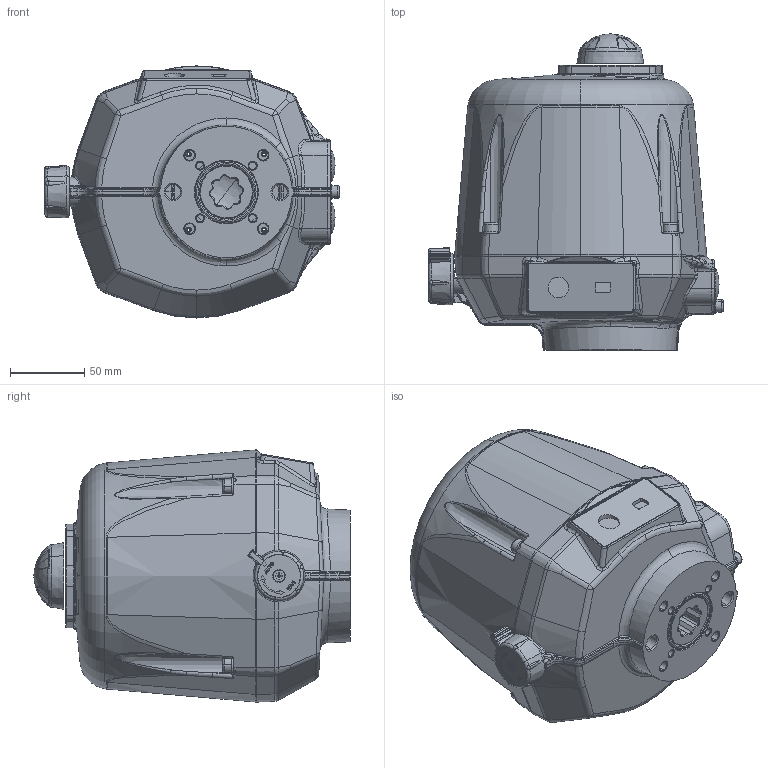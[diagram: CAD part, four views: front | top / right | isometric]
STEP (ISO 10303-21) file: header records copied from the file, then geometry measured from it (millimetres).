
FILE_DESCRIPTION (( 'STEP AP214' ), '1' );
FILE_NAME ('VRX75-70A-G00 nouveau.STEP', '2021-12-14T10:27:26', ( '' ), ( '' ), 'SwSTEP 2.0', 'SolidWorks 2017', '' );
FILE_SCHEMA (( 'AUTOMOTIVE_DESIGN' ));
Length unit declared in the file: millimetre
Products named in the file (1): VRX75-70A-G00 nouveau
Bounding box: 198.3 x 213.05 x 169.83 mm (x, y, z)
Surface area: 157101.4 mm2 (no closed solid volume)
Topology: 0 solids, 67 shells, 1124 faces, 3650 edges, 2525 vertices
Faces by surface type: plane 319, bspline 256, cylinder 232, cone 160, torus 126, sphere 31
Entity records: 65711 total; most frequent: CARTESIAN_POINT 24341, ORIENTED_EDGE 5902, DIRECTION 5471, EDGE_CURVE 3631, VERTEX_POINT 2525, AXIS2_PLACEMENT_3D 2075, VECTOR 1321, LINE 1321
